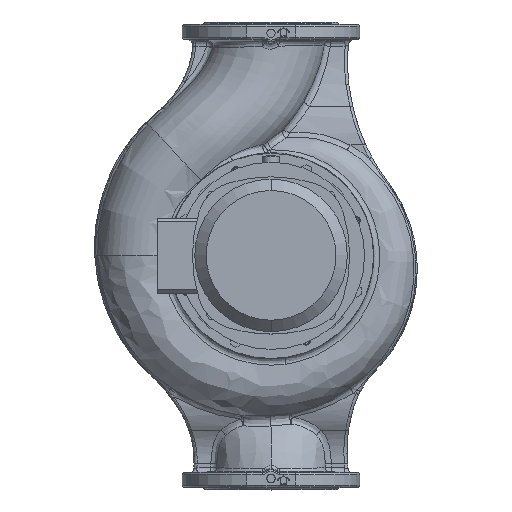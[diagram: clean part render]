
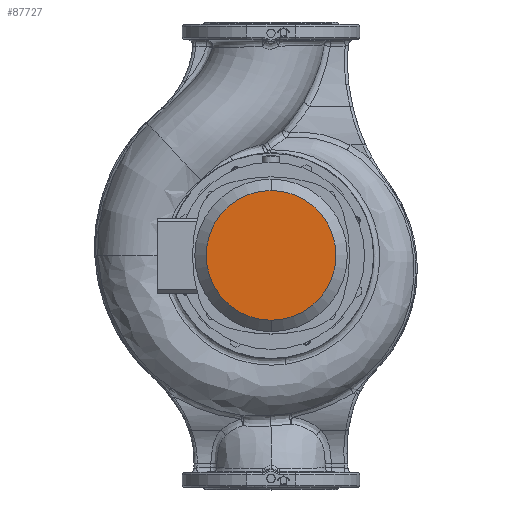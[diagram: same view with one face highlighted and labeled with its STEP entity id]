
A CAD part, top view. The second image highlights one B-rep face of the part: STEP entity #87727.
In plain terms, the highlighted planar face has unit normal (0, 0, 1).
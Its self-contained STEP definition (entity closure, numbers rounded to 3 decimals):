
#8956 = EDGE_CURVE ( 'NONE', #92026, #102655, #104225, .T. ) ;
#9734 = AXIS2_PLACEMENT_3D ( 'NONE', #71062, #71077, #71079 ) ;
#23973 = CARTESIAN_POINT ( 'NONE',  ( 0., 0., 519.5 ) ) ;
#23976 = DIRECTION ( 'NONE',  ( 0., 0., 1. ) ) ;
#23978 = DIRECTION ( 'NONE',  ( 0., 1., 0. ) ) ;
#38321 = EDGE_CURVE ( 'NONE', #102655, #92026, #39773, .T. ) ;
#39771 = AXIS2_PLACEMENT_3D ( 'NONE', #82927, #82928, #82929 ) ;
#39773 = CIRCLE ( 'NONE', #39771, 104. ) ;
#48925 = EDGE_LOOP ( 'NONE', ( #55213, #55212 ) ) ;
#55212 = ORIENTED_EDGE ( 'NONE', *, *, #8956, .T. ) ;
#55213 = ORIENTED_EDGE ( 'NONE', *, *, #38321, .T. ) ;
#71062 = CARTESIAN_POINT ( 'NONE',  ( -104., 0., 519.5 ) ) ;
#71069 = FACE_OUTER_BOUND ( 'NONE', #48925, .T. ) ;
#71071 = PLANE ( 'NONE',  #9734 ) ;
#71077 = DIRECTION ( 'NONE',  ( 0., 0., -1. ) ) ;
#71079 = DIRECTION ( 'NONE',  ( 0., -1., 0. ) ) ;
#78207 = CARTESIAN_POINT ( 'NONE',  ( 0., -104., 519.5 ) ) ;
#82927 = CARTESIAN_POINT ( 'NONE',  ( 0., 0., 519.5 ) ) ;
#82928 = DIRECTION ( 'NONE',  ( 0., 0., 1. ) ) ;
#82929 = DIRECTION ( 'NONE',  ( 0., 1., 0. ) ) ;
#87727 = ADVANCED_FACE ( 'NONE', ( #71069 ), #71071, .F. ) ;
#92026 = VERTEX_POINT ( 'NONE', #99880 ) ;
#99880 = CARTESIAN_POINT ( 'NONE',  ( 0., 104., 519.5 ) ) ;
#102655 = VERTEX_POINT ( 'NONE', #78207 ) ;
#104218 = AXIS2_PLACEMENT_3D ( 'NONE', #23973, #23976, #23978 ) ;
#104225 = CIRCLE ( 'NONE', #104218, 104. ) ;
